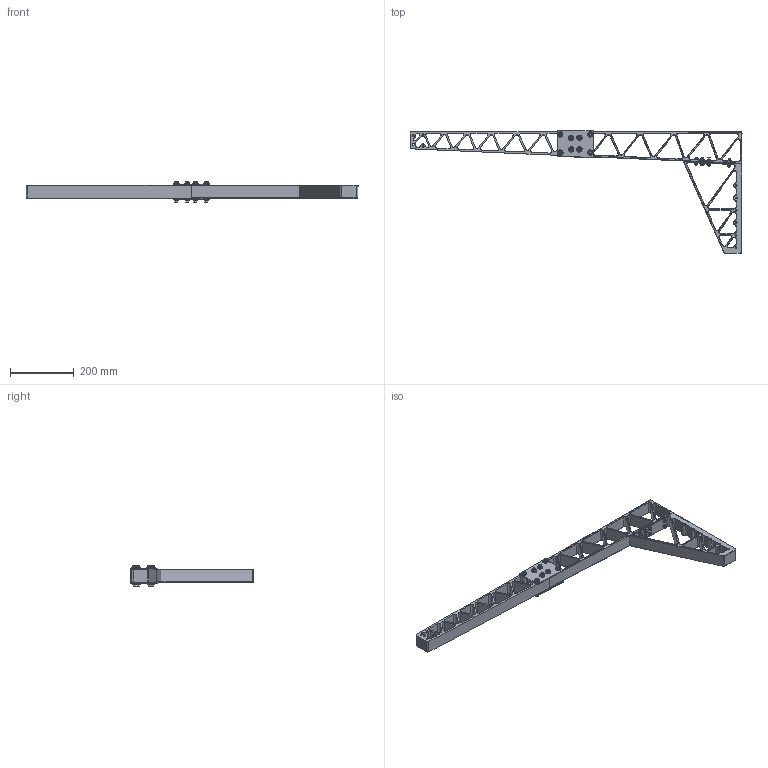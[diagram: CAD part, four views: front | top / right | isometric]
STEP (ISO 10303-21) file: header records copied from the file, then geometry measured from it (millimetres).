
FILE_DESCRIPTION(/* description */ (''),/* implementation_level */ '2;1');
FILE_NAME(/* name */ 'Framework.stp',/* time_stamp */ '2025-05-22T21:29:32+02:00',/* author */ ('Fredrik'),/* organization */ (''),/* preprocessor_version */ 'ST-DEVELOPER v20',/* originating_system */ 'Autodesk Inventor 2025',/* authorisation */ '');
FILE_SCHEMA (('AUTOMOTIVE_DESIGN { 1 0 10303 214 3 1 1 }'));
Length unit declared in the file: millimetre
Products named in the file (11): Bom; Bom_fag_øvre; Bom_fag_nedre; IFI - 5, RTW; IFI 502 - M5x0,8 x 20, HFHTSTDM; ANSI B18.2.4.4M - M5 x 0,8; Part13; Bom_brakett; IFI - 6, RTW; IFI 536 - M6x1 x 55, HFSM; ANSI B18.2.4.4M - M6 x 1
Assembly tree (68 placements, depth 2):
  Bom
    Bom_fag_øvre
    Bom_fag_nedre
    IFI - 5, RTW  x16
    IFI 502 - M5x0,8 x 20, HFHTSTDM  x8
    ANSI B18.2.4.4M - M5 x 0,8  x8
    Part13
    Bom_brakett
    IFI - 6, RTW  x16
    IFI 536 - M6x1 x 55, HFSM  x8
    ANSI B18.2.4.4M - M6 x 1  x8
Bounding box: 1042.54 x 385.57 x 63.2 mm (x, y, z)
Volume: 1575053.2 mm3; surface area: 547835.7 mm2
Topology: 68 solids, 68 shells, 1471 faces, 3427 edges, 2124 vertices
Faces by surface type: plane 528, cylinder 450, cone 280, torus 201, sphere 12
Full cylindrical faces by diameter (mm): 4.134 x8, 4.917 x8, 5 x8, 5.05 x16, 5.39 x8, 6 x65, 6.15 x16, 12.2 x16, 17 x16
Entity records: 22780 total; most frequent: DIRECTION 4297, CARTESIAN_POINT 3873, ORIENTED_EDGE 3582, EDGE_CURVE 1791, AXIS2_PLACEMENT_3D 1774, VERTEX_POINT 1080, CIRCLE 938, EDGE_LOOP 907
